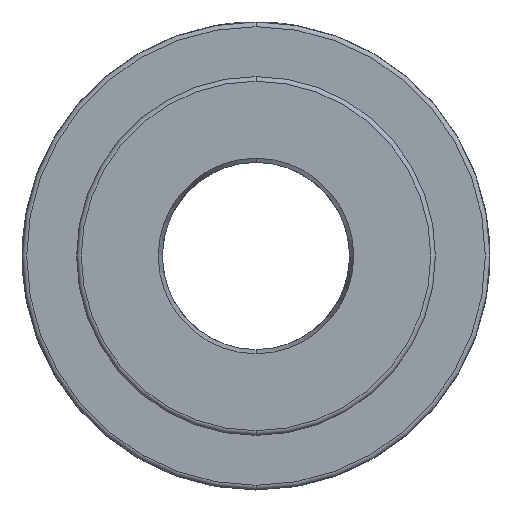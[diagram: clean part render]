
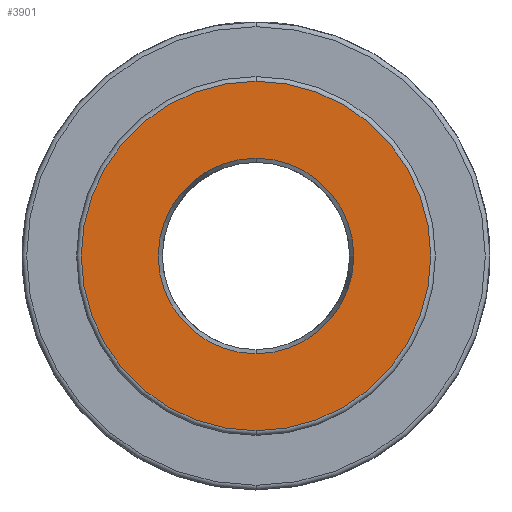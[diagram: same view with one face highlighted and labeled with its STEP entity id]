
A CAD part, front view. The second image highlights one B-rep face of the part: STEP entity #3901.
In plain terms, the highlighted planar face has unit normal (0, -1, 0).
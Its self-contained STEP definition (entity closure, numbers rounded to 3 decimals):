
#154 = CARTESIAN_POINT ( 'NONE',  ( 0., 0., -6.268 ) ) ;
#171 = DIRECTION ( 'NONE',  ( 0., 1., 0. ) ) ;
#311 = CIRCLE ( 'NONE', #3037, 6.268 ) ;
#581 = CIRCLE ( 'NONE', #607, 6.268 ) ;
#599 = EDGE_CURVE ( 'NONE', #2849, #631, #581, .T. ) ;
#607 = AXIS2_PLACEMENT_3D ( 'NONE', #2411, #171, #2065 ) ;
#631 = VERTEX_POINT ( 'NONE', #2677 ) ;
#659 = EDGE_CURVE ( 'NONE', #2578, #2277, #2147, .T. ) ;
#748 = CARTESIAN_POINT ( 'NONE',  ( 0., 0., 11.2 ) ) ;
#787 = CARTESIAN_POINT ( 'NONE',  ( 0., 0., 0. ) ) ;
#1073 = CARTESIAN_POINT ( 'NONE',  ( 0., 0., 0. ) ) ;
#1101 = DIRECTION ( 'NONE',  ( 0., 0., 1. ) ) ;
#1180 = ORIENTED_EDGE ( 'NONE', *, *, #659, .T. ) ;
#1259 = CARTESIAN_POINT ( 'NONE',  ( 0., 0., -11.2 ) ) ;
#1391 = DIRECTION ( 'NONE',  ( 0., 0., 1. ) ) ;
#1817 = CARTESIAN_POINT ( 'NONE',  ( 11.5, 0., 0. ) ) ;
#1834 = AXIS2_PLACEMENT_3D ( 'NONE', #1817, #1955, #2037 ) ;
#1902 = PLANE ( 'NONE',  #1834 ) ;
#1955 = DIRECTION ( 'NONE',  ( 0., 1., 0. ) ) ;
#1966 = DIRECTION ( 'NONE',  ( 0., 0., 1. ) ) ;
#1969 = ORIENTED_EDGE ( 'NONE', *, *, #599, .T. ) ;
#2001 = CIRCLE ( 'NONE', #2720, 11.2 ) ;
#2037 = DIRECTION ( 'NONE',  ( 0., 0., 1. ) ) ;
#2065 = DIRECTION ( 'NONE',  ( 0., 0., 1. ) ) ;
#2147 = CIRCLE ( 'NONE', #2435, 11.2 ) ;
#2277 = VERTEX_POINT ( 'NONE', #748 ) ;
#2306 = CARTESIAN_POINT ( 'NONE',  ( 0., 0., 0. ) ) ;
#2323 = EDGE_CURVE ( 'NONE', #631, #2849, #311, .T. ) ;
#2411 = CARTESIAN_POINT ( 'NONE',  ( 0., 0., 0. ) ) ;
#2435 = AXIS2_PLACEMENT_3D ( 'NONE', #2306, #3981, #1966 ) ;
#2464 = ORIENTED_EDGE ( 'NONE', *, *, #2323, .T. ) ;
#2578 = VERTEX_POINT ( 'NONE', #1259 ) ;
#2595 = ORIENTED_EDGE ( 'NONE', *, *, #2841, .T. ) ;
#2677 = CARTESIAN_POINT ( 'NONE',  ( 0., 0., 6.268 ) ) ;
#2720 = AXIS2_PLACEMENT_3D ( 'NONE', #1073, #3436, #1391 ) ;
#2841 = EDGE_CURVE ( 'NONE', #2277, #2578, #2001, .T. ) ;
#2849 = VERTEX_POINT ( 'NONE', #154 ) ;
#2854 = EDGE_LOOP ( 'NONE', ( #1969, #2464 ) ) ;
#3037 = AXIS2_PLACEMENT_3D ( 'NONE', #787, #3136, #1101 ) ;
#3136 = DIRECTION ( 'NONE',  ( 0., 1., 0. ) ) ;
#3436 = DIRECTION ( 'NONE',  ( 0., -1., 0. ) ) ;
#3528 = EDGE_LOOP ( 'NONE', ( #2595, #1180 ) ) ;
#3901 = ADVANCED_FACE ( 'NONE', ( #4084, #4089 ), #1902, .F. ) ;
#3981 = DIRECTION ( 'NONE',  ( 0., -1., 0. ) ) ;
#4084 = FACE_BOUND ( 'NONE', #2854, .T. ) ;
#4089 = FACE_OUTER_BOUND ( 'NONE', #3528, .T. ) ;
